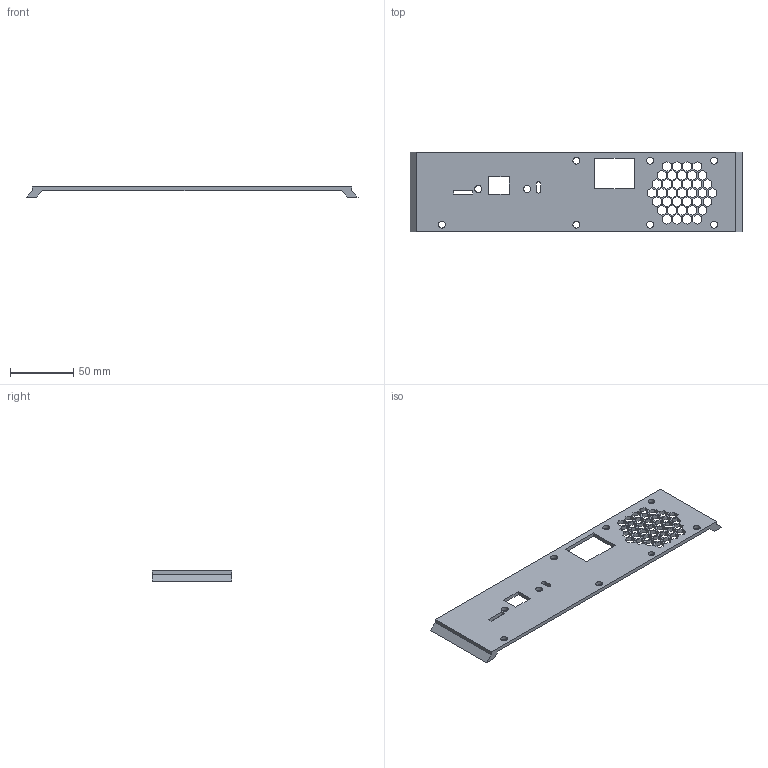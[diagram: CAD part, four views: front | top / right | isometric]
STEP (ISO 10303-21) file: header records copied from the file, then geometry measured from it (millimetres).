
FILE_DESCRIPTION (( 'STEP AP214' ), '1' );
FILE_NAME ('Bottom-Section-IO-XIL-AML-cb-(v.1.2).STEP', '2025-08-08T16:11:14', ( '' ), ( '' ), 'SwSTEP 2.0', 'SolidWorks 2023', '' );
FILE_SCHEMA (( 'AUTOMOTIVE_DESIGN' ));
Length unit declared in the file: millimetre
Products named in the file (1): Bottom-Section-IO-XIL-AML-cb-(v.1.2)
Bounding box: 261.54 x 62.5 x 8 mm (x, y, z)
Volume: 43743.1 mm3; surface area: 33454.5 mm2
Topology: 1 solids, 1 shells, 277 faces, 822 edges, 548 vertices
Faces by surface type: plane 253, cylinder 24
Entity records: 9347 total; most frequent: CARTESIAN_POINT 1648, ORIENTED_EDGE 1644, DIRECTION 1426, EDGE_CURVE 822, LINE 774, VECTOR 774, VERTEX_POINT 548, EDGE_LOOP 378
